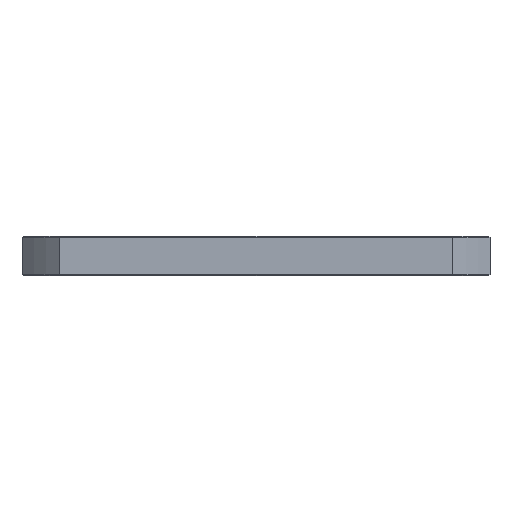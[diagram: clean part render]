
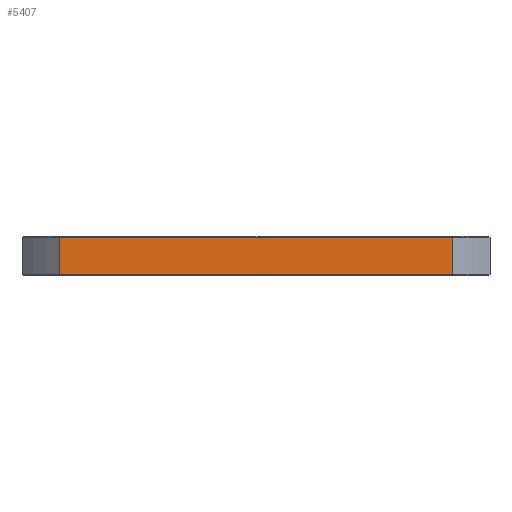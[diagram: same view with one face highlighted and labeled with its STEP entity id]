
A CAD part, left-side view. The second image highlights one B-rep face of the part: STEP entity #5407.
In plain terms, the highlighted planar face has unit normal (-1, 0, 0).
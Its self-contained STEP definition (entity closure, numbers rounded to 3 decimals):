
#96 = PLANE ( 'NONE',  #1069 ) ;
#111 = ORIENTED_EDGE ( 'NONE', *, *, #2790, .T. ) ;
#132 = DIRECTION ( 'NONE',  ( 0., 1., 0. ) ) ;
#231 = CARTESIAN_POINT ( 'NONE',  ( -17.6, -14.807, 16.6 ) ) ;
#408 = VECTOR ( 'NONE', #557, 1000. ) ;
#469 = EDGE_CURVE ( 'NONE', #2816, #3862, #885, .T. ) ;
#502 = CARTESIAN_POINT ( 'NONE',  ( -17.6, -14.807, 19.4 ) ) ;
#557 = DIRECTION ( 'NONE',  ( 0., 0., 1. ) ) ;
#756 = ORIENTED_EDGE ( 'NONE', *, *, #3249, .T. ) ;
#855 = CARTESIAN_POINT ( 'NONE',  ( -17.6, -14.807, 16.6 ) ) ;
#885 = LINE ( 'NONE', #855, #3767 ) ;
#905 = EDGE_CURVE ( 'NONE', #2816, #5488, #3413, .T. ) ;
#1006 = CARTESIAN_POINT ( 'NONE',  ( -17.6, -14.807, 19.4 ) ) ;
#1069 = AXIS2_PLACEMENT_3D ( 'NONE', #4292, #1820, #5201 ) ;
#1287 = EDGE_LOOP ( 'NONE', ( #4020, #2540, #111, #756 ) ) ;
#1330 = VECTOR ( 'NONE', #132, 1000. ) ;
#1384 = LINE ( 'NONE', #3163, #408 ) ;
#1528 = VECTOR ( 'NONE', #3830, 1000. ) ;
#1550 = VERTEX_POINT ( 'NONE', #502 ) ;
#1820 = DIRECTION ( 'NONE',  ( 1., 0., 0. ) ) ;
#1918 = CARTESIAN_POINT ( 'NONE',  ( -17.6, 14.807, 16.6 ) ) ;
#2140 = CARTESIAN_POINT ( 'NONE',  ( -17.6, 14.807, 16.5 ) ) ;
#2182 = LINE ( 'NONE', #1006, #1330 ) ;
#2540 = ORIENTED_EDGE ( 'NONE', *, *, #469, .T. ) ;
#2790 = EDGE_CURVE ( 'NONE', #3862, #1550, #1384, .T. ) ;
#2816 = VERTEX_POINT ( 'NONE', #1918 ) ;
#3163 = CARTESIAN_POINT ( 'NONE',  ( -17.6, -14.807, 16.5 ) ) ;
#3249 = EDGE_CURVE ( 'NONE', #1550, #5488, #2182, .T. ) ;
#3413 = LINE ( 'NONE', #2140, #1528 ) ;
#3767 = VECTOR ( 'NONE', #5513, 1000. ) ;
#3830 = DIRECTION ( 'NONE',  ( 0., 0., 1. ) ) ;
#3862 = VERTEX_POINT ( 'NONE', #231 ) ;
#3923 = FACE_OUTER_BOUND ( 'NONE', #1287, .T. ) ;
#4020 = ORIENTED_EDGE ( 'NONE', *, *, #905, .F. ) ;
#4292 = CARTESIAN_POINT ( 'NONE',  ( -17.6, -14.807, 16.5 ) ) ;
#4868 = CARTESIAN_POINT ( 'NONE',  ( -17.6, 14.807, 19.4 ) ) ;
#5201 = DIRECTION ( 'NONE',  ( 0., 1., 0. ) ) ;
#5407 = ADVANCED_FACE ( 'NONE', ( #3923 ), #96, .F. ) ;
#5488 = VERTEX_POINT ( 'NONE', #4868 ) ;
#5513 = DIRECTION ( 'NONE',  ( 0., -1., 0. ) ) ;
